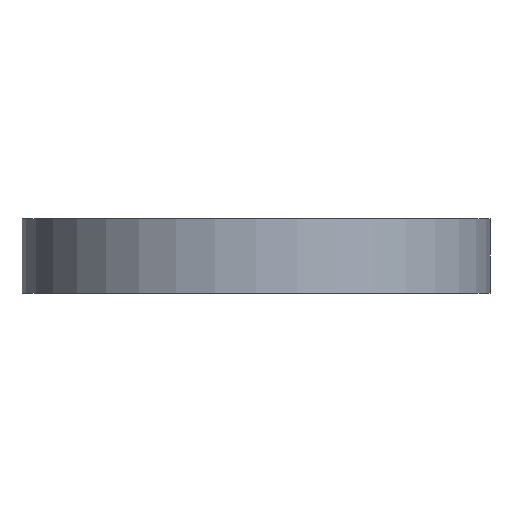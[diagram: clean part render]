
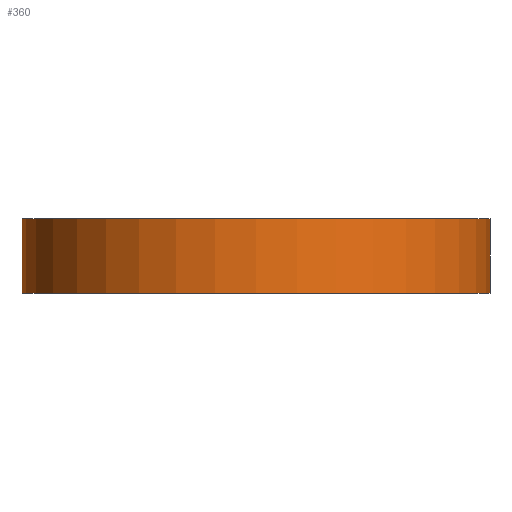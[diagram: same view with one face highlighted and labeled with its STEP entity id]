
A CAD part, front view. The second image highlights one B-rep face of the part: STEP entity #360.
In plain terms, the highlighted cylindrical face has radius 12 mm (diameter 24 mm), a partial arc.
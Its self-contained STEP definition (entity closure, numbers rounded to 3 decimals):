
#55 = CARTESIAN_POINT ( 'NONE',  ( 12., 0., 3.8 ) ) ;
#73 = CARTESIAN_POINT ( 'NONE',  ( 0., 0., 0. ) ) ;
#88 = DIRECTION ( 'NONE',  ( 0., 0., -1. ) ) ;
#158 = DIRECTION ( 'NONE',  ( 1., 0., 0. ) ) ;
#188 = CARTESIAN_POINT ( 'NONE',  ( 0., 0., 3.8 ) ) ;
#194 = AXIS2_PLACEMENT_3D ( 'NONE', #73, #667, #158 ) ;
#238 = DIRECTION ( 'NONE',  ( 0., 0., 1. ) ) ;
#246 = ORIENTED_EDGE ( 'NONE', *, *, #855, .T. ) ;
#292 = DIRECTION ( 'NONE',  ( 0., 0., -1. ) ) ;
#301 = EDGE_LOOP ( 'NONE', ( #922, #1040, #1083, #246 ) ) ;
#332 = AXIS2_PLACEMENT_3D ( 'NONE', #756, #238, #851 ) ;
#360 = ADVANCED_FACE ( 'NONE', ( #625 ), #1094, .T. ) ;
#371 = CARTESIAN_POINT ( 'NONE',  ( -12., 0., 3.8 ) ) ;
#407 = AXIS2_PLACEMENT_3D ( 'NONE', #188, #423, #887 ) ;
#423 = DIRECTION ( 'NONE',  ( 0., 0., -1. ) ) ;
#473 = CARTESIAN_POINT ( 'NONE',  ( -12., 0., 0. ) ) ;
#565 = CARTESIAN_POINT ( 'NONE',  ( 12., 0., 0. ) ) ;
#569 = VERTEX_POINT ( 'NONE', #637 ) ;
#584 = VERTEX_POINT ( 'NONE', #371 ) ;
#587 = EDGE_CURVE ( 'NONE', #569, #850, #962, .T. ) ;
#613 = VECTOR ( 'NONE', #88, 1000. ) ;
#625 = FACE_OUTER_BOUND ( 'NONE', #301, .T. ) ;
#627 = EDGE_CURVE ( 'NONE', #584, #569, #921, .T. ) ;
#637 = CARTESIAN_POINT ( 'NONE',  ( 12., 0., 3.8 ) ) ;
#639 = LINE ( 'NONE', #863, #613 ) ;
#667 = DIRECTION ( 'NONE',  ( 0., 0., 1. ) ) ;
#689 = CIRCLE ( 'NONE', #194, 12. ) ;
#756 = CARTESIAN_POINT ( 'NONE',  ( 0., 0., 3.8 ) ) ;
#850 = VERTEX_POINT ( 'NONE', #565 ) ;
#851 = DIRECTION ( 'NONE',  ( 1., 0., 0. ) ) ;
#853 = VERTEX_POINT ( 'NONE', #473 ) ;
#855 = EDGE_CURVE ( 'NONE', #853, #850, #689, .T. ) ;
#863 = CARTESIAN_POINT ( 'NONE',  ( -12., 0., 3.8 ) ) ;
#887 = DIRECTION ( 'NONE',  ( -1., 0., 0. ) ) ;
#921 = CIRCLE ( 'NONE', #332, 12. ) ;
#922 = ORIENTED_EDGE ( 'NONE', *, *, #587, .F. ) ;
#958 = VECTOR ( 'NONE', #292, 1000. ) ;
#961 = EDGE_CURVE ( 'NONE', #584, #853, #639, .T. ) ;
#962 = LINE ( 'NONE', #55, #958 ) ;
#1040 = ORIENTED_EDGE ( 'NONE', *, *, #627, .F. ) ;
#1083 = ORIENTED_EDGE ( 'NONE', *, *, #961, .T. ) ;
#1094 = CYLINDRICAL_SURFACE ( 'NONE', #407, 12. ) ;
